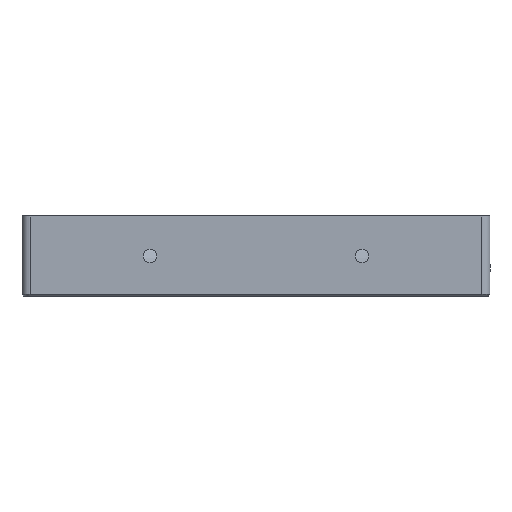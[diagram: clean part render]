
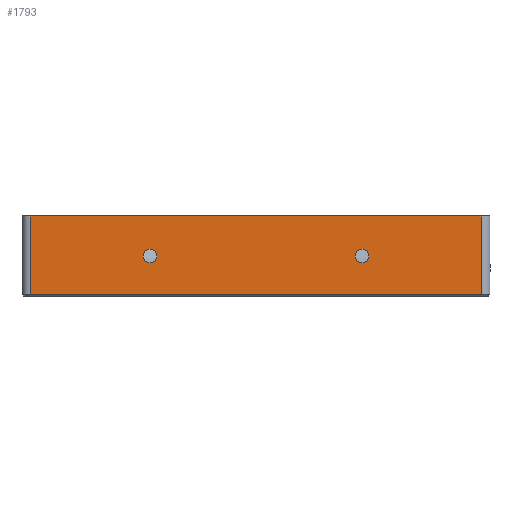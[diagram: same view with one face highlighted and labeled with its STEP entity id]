
A CAD part, front view. The second image highlights one B-rep face of the part: STEP entity #1793.
In plain terms, the highlighted planar face has unit normal (0, -1, 0).
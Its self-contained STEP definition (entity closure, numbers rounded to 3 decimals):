
#90=FACE_BOUND('',#315,.T.);
#91=FACE_BOUND('',#316,.T.);
#121=PLANE('',#1972);
#196=FACE_OUTER_BOUND('',#314,.T.);
#314=EDGE_LOOP('',(#1474,#1475,#1476,#1477));
#315=EDGE_LOOP('',(#1478));
#316=EDGE_LOOP('',(#1479));
#449=LINE('',#2938,#591);
#456=LINE('',#3038,#598);
#459=LINE('',#3045,#601);
#460=LINE('',#3047,#602);
#591=VECTOR('',#2373,10.);
#598=VECTOR('',#2412,10.);
#601=VECTOR('',#2419,10.);
#602=VECTOR('',#2422,10.);
#714=CIRCLE('',#1965,1.7);
#715=CIRCLE('',#1967,1.7);
#855=VERTEX_POINT('',#2935);
#856=VERTEX_POINT('',#2937);
#866=VERTEX_POINT('',#3027);
#867=VERTEX_POINT('',#3031);
#868=VERTEX_POINT('',#3035);
#871=VERTEX_POINT('',#3042);
#1065=EDGE_CURVE('',#855,#856,#449,.T.);
#1080=EDGE_CURVE('',#866,#866,#714,.T.);
#1082=EDGE_CURVE('',#867,#867,#715,.T.);
#1085=EDGE_CURVE('',#868,#855,#456,.T.);
#1089=EDGE_CURVE('',#871,#856,#459,.T.);
#1090=EDGE_CURVE('',#871,#868,#460,.T.);
#1474=ORIENTED_EDGE('',*,*,#1090,.F.);
#1475=ORIENTED_EDGE('',*,*,#1089,.T.);
#1476=ORIENTED_EDGE('',*,*,#1065,.F.);
#1477=ORIENTED_EDGE('',*,*,#1085,.F.);
#1478=ORIENTED_EDGE('',*,*,#1080,.T.);
#1479=ORIENTED_EDGE('',*,*,#1082,.T.);
#1793=ADVANCED_FACE('',(#196,#90,#91),#121,.F.);
#1965=AXIS2_PLACEMENT_3D('',#3028,#2400,#2401);
#1967=AXIS2_PLACEMENT_3D('',#3032,#2405,#2406);
#1972=AXIS2_PLACEMENT_3D('',#3046,#2420,#2421);
#2373=DIRECTION('',(1.,0.,0.));
#2400=DIRECTION('center_axis',(0.,1.,0.));
#2401=DIRECTION('ref_axis',(-1.,0.,0.));
#2405=DIRECTION('center_axis',(0.,1.,0.));
#2406=DIRECTION('ref_axis',(-1.,0.,0.));
#2412=DIRECTION('',(0.,0.,1.));
#2419=DIRECTION('',(0.,0.,1.));
#2420=DIRECTION('center_axis',(0.,1.,0.));
#2421=DIRECTION('ref_axis',(1.,0.,0.));
#2422=DIRECTION('',(-1.,0.,0.));
#2935=CARTESIAN_POINT('',(70.5,281.,-109.096));
#2937=CARTESIAN_POINT('',(183.5,281.,-109.096));
#2938=CARTESIAN_POINT('',(65.5,281.,-109.096));
#3027=CARTESIAN_POINT('',(155.2,281.,-119.096));
#3028=CARTESIAN_POINT('Origin',(153.5,281.,-119.096));
#3031=CARTESIAN_POINT('',(102.2,281.,-119.096));
#3032=CARTESIAN_POINT('Origin',(100.5,281.,-119.096));
#3035=CARTESIAN_POINT('',(70.5,281.,-128.696));
#3038=CARTESIAN_POINT('',(70.5,281.,-109.096));
#3042=CARTESIAN_POINT('',(183.5,281.,-128.696));
#3045=CARTESIAN_POINT('',(183.5,281.,-109.096));
#3046=CARTESIAN_POINT('Origin',(68.5,281.,-109.096));
#3047=CARTESIAN_POINT('',(97.75,281.,-128.696));
